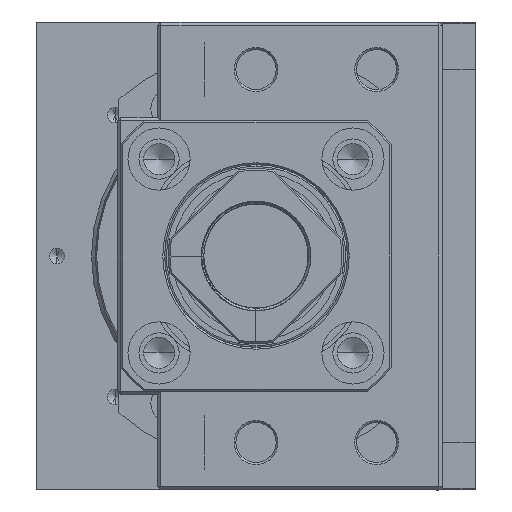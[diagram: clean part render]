
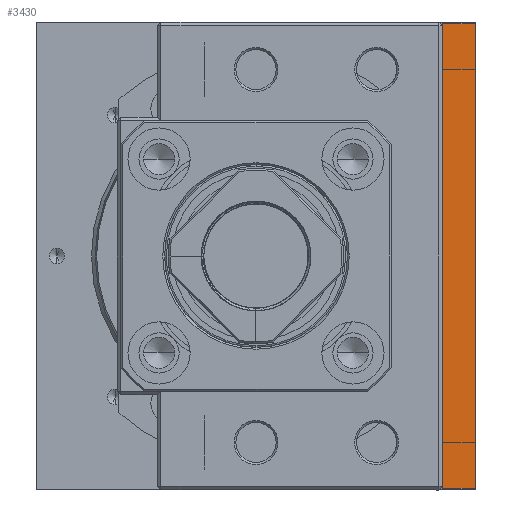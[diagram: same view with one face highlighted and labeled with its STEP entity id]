
A CAD part, left-side view. The second image highlights one B-rep face of the part: STEP entity #3430.
In plain terms, the highlighted face is planar.
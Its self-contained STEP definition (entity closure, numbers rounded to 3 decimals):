
#117 = DIRECTION ( 'NONE',  ( 1., 0., 0. ) ) ;
#2422 = ORIENTED_EDGE ( 'NONE', *, *, #7700, .T. ) ;
#3299 = VECTOR ( 'NONE', #42311, 1000. ) ;
#3430 = ADVANCED_FACE ( 'NONE', ( #36610 ), #10444, .F. ) ;
#4115 = ORIENTED_EDGE ( 'NONE', *, *, #30377, .T. ) ;
#4959 = EDGE_CURVE ( 'NONE', #15995, #9954, #11034, .T. ) ;
#5437 = LINE ( 'NONE', #23407, #3299 ) ;
#5989 = EDGE_LOOP ( 'NONE', ( #2422, #44660, #20086, #4115 ) ) ;
#5991 = VECTOR ( 'NONE', #19578, 1000. ) ;
#7700 = EDGE_CURVE ( 'NONE', #11812, #9954, #5437, .T. ) ;
#7886 = CARTESIAN_POINT ( 'NONE',  ( -63.5, 0., 22.5 ) ) ;
#9954 = VERTEX_POINT ( 'NONE', #21190 ) ;
#10444 = PLANE ( 'NONE',  #35162 ) ;
#11034 = LINE ( 'NONE', #22211, #21332 ) ;
#11812 = VERTEX_POINT ( 'NONE', #7886 ) ;
#15585 = CARTESIAN_POINT ( 'NONE',  ( -63.5, 9., 22.5 ) ) ;
#15995 = VERTEX_POINT ( 'NONE', #19974 ) ;
#16846 = CARTESIAN_POINT ( 'NONE',  ( -63.5, 9., 22.5 ) ) ;
#19578 = DIRECTION ( 'NONE',  ( 0., -1., 0. ) ) ;
#19974 = CARTESIAN_POINT ( 'NONE',  ( 63.5, 9., 22.5 ) ) ;
#20086 = ORIENTED_EDGE ( 'NONE', *, *, #36134, .F. ) ;
#21190 = CARTESIAN_POINT ( 'NONE',  ( 63.5, 0., 22.5 ) ) ;
#21332 = VECTOR ( 'NONE', #44720, 1000. ) ;
#22211 = CARTESIAN_POINT ( 'NONE',  ( 63.5, 9., 22.5 ) ) ;
#23407 = CARTESIAN_POINT ( 'NONE',  ( -63.5, 0., 22.5 ) ) ;
#29142 = CARTESIAN_POINT ( 'NONE',  ( -63.5, 9., 22.5 ) ) ;
#29603 = DIRECTION ( 'NONE',  ( -1., 0., 0. ) ) ;
#30377 = EDGE_CURVE ( 'NONE', #32880, #11812, #46460, .T. ) ;
#32880 = VERTEX_POINT ( 'NONE', #16846 ) ;
#34046 = LINE ( 'NONE', #15585, #45786 ) ;
#35162 = AXIS2_PLACEMENT_3D ( 'NONE', #29142, #40035, #29603 ) ;
#36134 = EDGE_CURVE ( 'NONE', #32880, #15995, #34046, .T. ) ;
#36610 = FACE_OUTER_BOUND ( 'NONE', #5989, .T. ) ;
#40035 = DIRECTION ( 'NONE',  ( 0., 0., -1. ) ) ;
#41894 = CARTESIAN_POINT ( 'NONE',  ( -63.5, 9., 22.5 ) ) ;
#42311 = DIRECTION ( 'NONE',  ( 1., 0., 0. ) ) ;
#44660 = ORIENTED_EDGE ( 'NONE', *, *, #4959, .F. ) ;
#44720 = DIRECTION ( 'NONE',  ( 0., -1., 0. ) ) ;
#45786 = VECTOR ( 'NONE', #117, 1000. ) ;
#46460 = LINE ( 'NONE', #41894, #5991 ) ;
